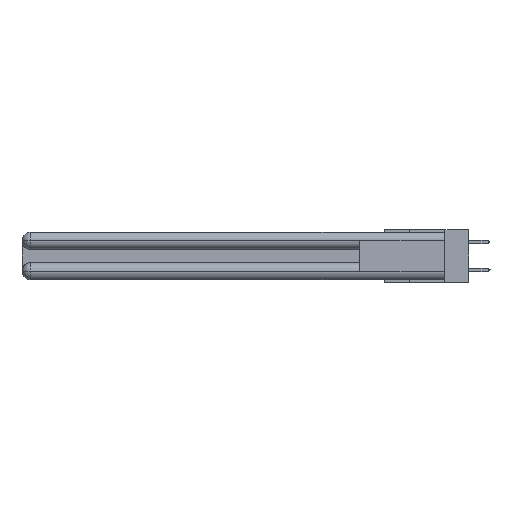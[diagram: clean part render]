
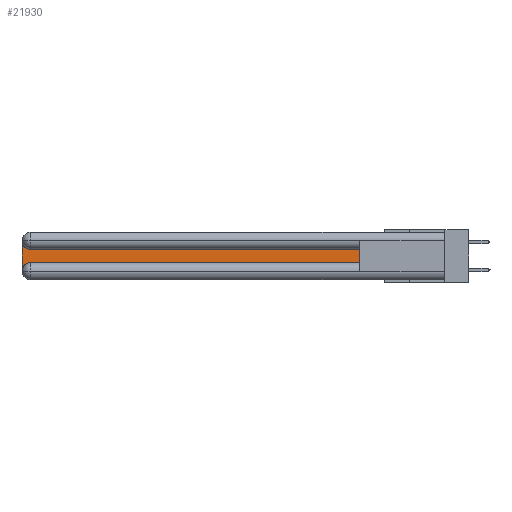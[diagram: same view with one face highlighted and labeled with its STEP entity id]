
A CAD part, left-side view. The second image highlights one B-rep face of the part: STEP entity #21930.
In plain terms, the highlighted planar face has unit normal (-1, 0, 0).
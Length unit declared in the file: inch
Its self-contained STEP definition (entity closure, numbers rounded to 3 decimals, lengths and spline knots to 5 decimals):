
#303 = DIRECTION ( 'NONE',  ( 0., -1., 0. ) ) ;
#1214 = CARTESIAN_POINT ( 'NONE',  ( 0.075, 3., -0.0625 ) ) ;
#1428 = VECTOR ( 'NONE', #16968, 39.37008 ) ;
#2061 = VERTEX_POINT ( 'NONE', #22734 ) ;
#2195 = VECTOR ( 'NONE', #7196, 39.37008 ) ;
#2470 = CARTESIAN_POINT ( 'NONE',  ( 0.075, 0.6, -0.1225 ) ) ;
#2636 = AXIS2_PLACEMENT_3D ( 'NONE', #13817, #2917, #20334 ) ;
#2670 = ORIENTED_EDGE ( 'NONE', *, *, #11714, .T. ) ;
#2728 = EDGE_CURVE ( 'NONE', #21891, #2061, #3232, .T. ) ;
#2917 = DIRECTION ( 'NONE',  ( 1., 0., 0. ) ) ;
#3232 = LINE ( 'NONE', #21934, #2195 ) ;
#4162 = VECTOR ( 'NONE', #303, 39.37008 ) ;
#5344 = CARTESIAN_POINT ( 'NONE',  ( 0.075, 2.94, -0.2175 ) ) ;
#5719 = VERTEX_POINT ( 'NONE', #5344 ) ;
#6502 = CARTESIAN_POINT ( 'NONE',  ( 0.075, 0.6, -0.2175 ) ) ;
#6732 = EDGE_CURVE ( 'NONE', #5719, #26427, #14389, .T. ) ;
#6788 = CIRCLE ( 'NONE', #13607, 0.06 ) ;
#7196 = DIRECTION ( 'NONE',  ( 0., 0., -1. ) ) ;
#7528 = CARTESIAN_POINT ( 'NONE',  ( 0.075, 0.6, -0.2175 ) ) ;
#8053 = EDGE_CURVE ( 'NONE', #2061, #5719, #6788, .T. ) ;
#8589 = EDGE_CURVE ( 'NONE', #23185, #21891, #14246, .T. ) ;
#10617 = VECTOR ( 'NONE', #11647, 39.37008 ) ;
#11253 = ORIENTED_EDGE ( 'NONE', *, *, #8053, .T. ) ;
#11647 = DIRECTION ( 'NONE',  ( 0., 1., 0. ) ) ;
#11687 = PLANE ( 'NONE',  #20864 ) ;
#11714 = EDGE_CURVE ( 'NONE', #24449, #23185, #27320, .T. ) ;
#13607 = AXIS2_PLACEMENT_3D ( 'NONE', #20405, #22325, #13883 ) ;
#13817 = CARTESIAN_POINT ( 'NONE',  ( 0.075, 2.94, -0.0625 ) ) ;
#13883 = DIRECTION ( 'NONE',  ( 0., 0., -1. ) ) ;
#14246 = CIRCLE ( 'NONE', #2636, 0.06 ) ;
#14292 = ORIENTED_EDGE ( 'NONE', *, *, #6732, .T. ) ;
#14389 = LINE ( 'NONE', #6502, #4162 ) ;
#15897 = ORIENTED_EDGE ( 'NONE', *, *, #17257, .T. ) ;
#16968 = DIRECTION ( 'NONE',  ( 0., 0., 1. ) ) ;
#17257 = EDGE_CURVE ( 'NONE', #26427, #24449, #18078, .T. ) ;
#17489 = ORIENTED_EDGE ( 'NONE', *, *, #8589, .T. ) ;
#18078 = LINE ( 'NONE', #19268, #1428 ) ;
#19268 = CARTESIAN_POINT ( 'NONE',  ( 0.075, 0.6, -0.2175 ) ) ;
#19997 = CARTESIAN_POINT ( 'NONE',  ( 0.075, 0.6, -0.1225 ) ) ;
#20334 = DIRECTION ( 'NONE',  ( 0., 0., -1. ) ) ;
#20405 = CARTESIAN_POINT ( 'NONE',  ( 0.075, 2.94, -0.2775 ) ) ;
#20864 = AXIS2_PLACEMENT_3D ( 'NONE', #22603, #26345, #21923 ) ;
#21387 = ORIENTED_EDGE ( 'NONE', *, *, #2728, .T. ) ;
#21891 = VERTEX_POINT ( 'NONE', #1214 ) ;
#21923 = DIRECTION ( 'NONE',  ( 0., 0., -1. ) ) ;
#21930 = ADVANCED_FACE ( 'NONE', ( #25825 ), #11687, .F. ) ;
#21934 = CARTESIAN_POINT ( 'NONE',  ( 0.075, 3., -0.2175 ) ) ;
#22325 = DIRECTION ( 'NONE',  ( 1., 0., 0. ) ) ;
#22326 = CARTESIAN_POINT ( 'NONE',  ( 0.075, 2.94, -0.1225 ) ) ;
#22603 = CARTESIAN_POINT ( 'NONE',  ( 0.075, 3., -0.1225 ) ) ;
#22734 = CARTESIAN_POINT ( 'NONE',  ( 0.075, 3., -0.2775 ) ) ;
#22837 = EDGE_LOOP ( 'NONE', ( #2670, #17489, #21387, #11253, #14292, #15897 ) ) ;
#23185 = VERTEX_POINT ( 'NONE', #22326 ) ;
#24449 = VERTEX_POINT ( 'NONE', #19997 ) ;
#25825 = FACE_OUTER_BOUND ( 'NONE', #22837, .T. ) ;
#26345 = DIRECTION ( 'NONE',  ( 1., 0., 0. ) ) ;
#26427 = VERTEX_POINT ( 'NONE', #7528 ) ;
#27320 = LINE ( 'NONE', #2470, #10617 ) ;
